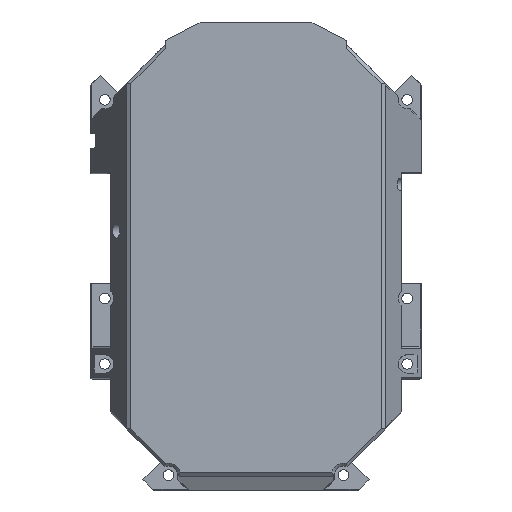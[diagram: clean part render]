
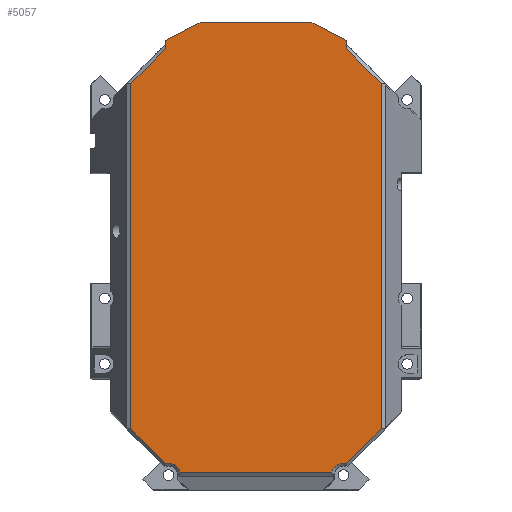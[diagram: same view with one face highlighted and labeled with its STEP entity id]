
A CAD part, front view. The second image highlights one B-rep face of the part: STEP entity #5057.
In plain terms, the highlighted planar face has unit normal (0, -1, 0).
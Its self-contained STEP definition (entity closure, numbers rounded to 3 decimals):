
#177=CIRCLE('',#5345,4.);
#178=CIRCLE('',#5346,4.);
#280=FACE_OUTER_BOUND('',#553,.T.);
#553=EDGE_LOOP('',(#3348,#3349,#3350,#3351,#3352,#3353,#3354,#3355,#3356,
#3357,#3358,#3359,#3360,#3361));
#883=LINE('',#7159,#1491);
#888=LINE('',#7169,#1496);
#889=LINE('',#7171,#1497);
#890=LINE('',#7173,#1498);
#891=LINE('',#7177,#1499);
#892=LINE('',#7181,#1500);
#893=LINE('',#7183,#1501);
#894=LINE('',#7185,#1502);
#895=LINE('',#7187,#1503);
#896=LINE('',#7189,#1504);
#897=LINE('',#7191,#1505);
#898=LINE('',#7192,#1506);
#1491=VECTOR('',#5748,10.);
#1496=VECTOR('',#5755,10.);
#1497=VECTOR('',#5756,10.);
#1498=VECTOR('',#5757,10.);
#1499=VECTOR('',#5760,10.);
#1500=VECTOR('',#5763,10.);
#1501=VECTOR('',#5764,10.);
#1502=VECTOR('',#5765,10.);
#1503=VECTOR('',#5766,10.);
#1504=VECTOR('',#5767,10.);
#1505=VECTOR('',#5768,10.);
#1506=VECTOR('',#5769,10.);
#2099=VERTEX_POINT('',#7156);
#2100=VERTEX_POINT('',#7158);
#2104=VERTEX_POINT('',#7168);
#2105=VERTEX_POINT('',#7170);
#2106=VERTEX_POINT('',#7172);
#2107=VERTEX_POINT('',#7174);
#2108=VERTEX_POINT('',#7176);
#2109=VERTEX_POINT('',#7178);
#2110=VERTEX_POINT('',#7180);
#2111=VERTEX_POINT('',#7182);
#2112=VERTEX_POINT('',#7184);
#2113=VERTEX_POINT('',#7186);
#2114=VERTEX_POINT('',#7188);
#2115=VERTEX_POINT('',#7190);
#2591=EDGE_CURVE('',#2099,#2100,#883,.T.);
#2596=EDGE_CURVE('',#2104,#2100,#888,.T.);
#2597=EDGE_CURVE('',#2105,#2099,#889,.T.);
#2598=EDGE_CURVE('',#2106,#2105,#890,.T.);
#2599=EDGE_CURVE('',#2107,#2106,#177,.T.);
#2600=EDGE_CURVE('',#2108,#2107,#891,.T.);
#2601=EDGE_CURVE('',#2109,#2108,#178,.T.);
#2602=EDGE_CURVE('',#2110,#2109,#892,.T.);
#2603=EDGE_CURVE('',#2111,#2110,#893,.T.);
#2604=EDGE_CURVE('',#2112,#2111,#894,.T.);
#2605=EDGE_CURVE('',#2112,#2113,#895,.T.);
#2606=EDGE_CURVE('',#2113,#2114,#896,.T.);
#2607=EDGE_CURVE('',#2115,#2114,#897,.T.);
#2608=EDGE_CURVE('',#2115,#2104,#898,.T.);
#3348=ORIENTED_EDGE('',*,*,#2596,.T.);
#3349=ORIENTED_EDGE('',*,*,#2591,.F.);
#3350=ORIENTED_EDGE('',*,*,#2597,.F.);
#3351=ORIENTED_EDGE('',*,*,#2598,.F.);
#3352=ORIENTED_EDGE('',*,*,#2599,.F.);
#3353=ORIENTED_EDGE('',*,*,#2600,.F.);
#3354=ORIENTED_EDGE('',*,*,#2601,.F.);
#3355=ORIENTED_EDGE('',*,*,#2602,.F.);
#3356=ORIENTED_EDGE('',*,*,#2603,.F.);
#3357=ORIENTED_EDGE('',*,*,#2604,.F.);
#3358=ORIENTED_EDGE('',*,*,#2605,.T.);
#3359=ORIENTED_EDGE('',*,*,#2606,.T.);
#3360=ORIENTED_EDGE('',*,*,#2607,.F.);
#3361=ORIENTED_EDGE('',*,*,#2608,.T.);
#4847=PLANE('',#5344);
#5057=ADVANCED_FACE('',(#280),#4847,.T.);
#5344=AXIS2_PLACEMENT_3D('',#7167,#5753,#5754);
#5345=AXIS2_PLACEMENT_3D('',#7175,#5758,#5759);
#5346=AXIS2_PLACEMENT_3D('',#7179,#5761,#5762);
#5748=DIRECTION('',(0.707,0.,0.707));
#5753=DIRECTION('center_axis',(0.,-1.,0.));
#5754=DIRECTION('ref_axis',(-1.,0.,0.));
#5755=DIRECTION('',(0.,0.,-1.));
#5756=DIRECTION('',(0.,0.,1.));
#5757=DIRECTION('',(-0.707,0.,0.707));
#5758=DIRECTION('center_axis',(0.,-1.,0.));
#5759=DIRECTION('ref_axis',(1.,0.,0.));
#5760=DIRECTION('',(-1.,0.,0.));
#5761=DIRECTION('center_axis',(0.,-1.,0.));
#5762=DIRECTION('ref_axis',(-1.,0.,0.));
#5763=DIRECTION('',(-0.707,0.,-0.707));
#5764=DIRECTION('',(0.,0.,-1.));
#5765=DIRECTION('',(0.707,0.,-0.707));
#5766=DIRECTION('',(0.,0.,1.));
#5767=DIRECTION('',(-0.887,0.,0.462));
#5768=DIRECTION('',(1.,0.,0.));
#5769=DIRECTION('',(-0.887,0.,-0.462));
#7156=CARTESIAN_POINT('',(-41.41,-27.,57.195));
#7158=CARTESIAN_POINT('',(-30.,-27.,68.605));
#7159=CARTESIAN_POINT('',(-17.219,-27.,81.386));
#7167=CARTESIAN_POINT('Origin',(42.41,-27.,77.5));
#7168=CARTESIAN_POINT('',(-30.,-27.,71.359));
#7169=CARTESIAN_POINT('',(-30.,-27.,73.759));
#7170=CARTESIAN_POINT('',(-41.41,-27.,-57.191));
#7171=CARTESIAN_POINT('',(-41.41,-27.,77.5));
#7172=CARTESIAN_POINT('',(-29.971,-27.,-68.63));
#7173=CARTESIAN_POINT('',(-48.929,-27.,-49.672));
#7174=CARTESIAN_POINT('',(-25.032,-27.,-71.739));
#7175=CARTESIAN_POINT('Origin',(-28.959,-27.,-72.5));
#7176=CARTESIAN_POINT('',(25.032,-27.,-71.739));
#7177=CARTESIAN_POINT('',(-6.295,-27.,-71.739));
#7178=CARTESIAN_POINT('',(29.971,-27.,-68.63));
#7179=CARTESIAN_POINT('Origin',(28.959,-27.,-72.5));
#7180=CARTESIAN_POINT('',(41.41,-27.,-57.191));
#7181=CARTESIAN_POINT('',(78.274,-27.,-20.327));
#7182=CARTESIAN_POINT('',(41.41,-27.,57.195));
#7183=CARTESIAN_POINT('',(41.41,-27.,77.5));
#7184=CARTESIAN_POINT('',(30.,-27.,68.605));
#7185=CARTESIAN_POINT('',(30.525,-27.,68.08));
#7186=CARTESIAN_POINT('',(30.,-27.,71.359));
#7187=CARTESIAN_POINT('',(30.,-27.,74.43));
#7188=CARTESIAN_POINT('',(18.196,-27.,77.5));
#7189=CARTESIAN_POINT('',(27.724,-27.,72.543));
#7190=CARTESIAN_POINT('',(-18.196,-27.,77.5));
#7191=CARTESIAN_POINT('',(-42.41,-27.,77.5));
#7192=CARTESIAN_POINT('',(-10.726,-27.,81.386));
